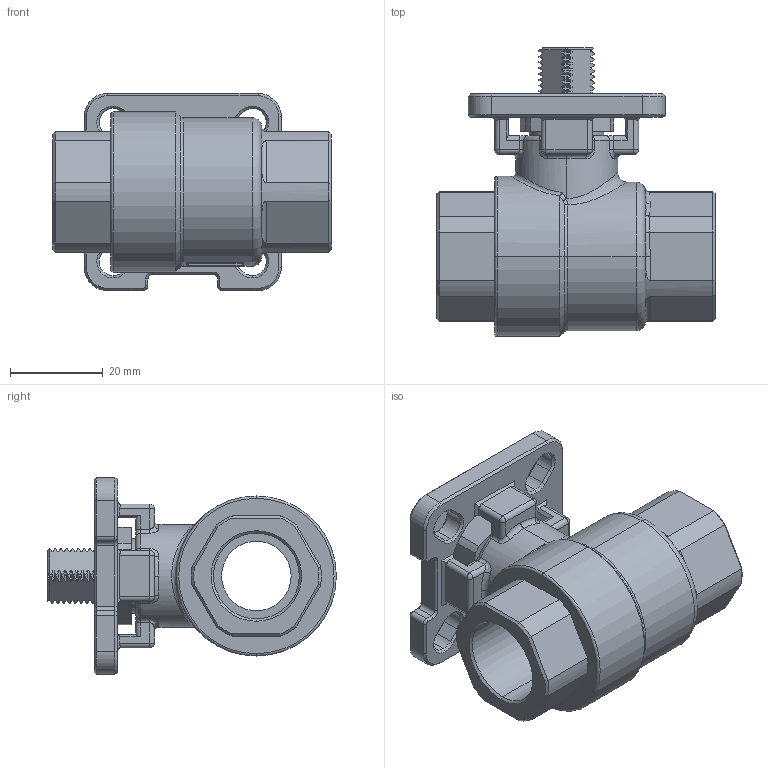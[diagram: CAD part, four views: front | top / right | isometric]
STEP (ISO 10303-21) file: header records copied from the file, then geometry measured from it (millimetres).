
FILE_DESCRIPTION (( 'STEP AP214' ), '1' );
FILE_NAME ('SCBV-Q611F-16FC-15 (G1X2).step', '2025-11-03T06:56:14', ( 'KTP' ), ( '' ), 'SwSTEP 2.0', 'SolidWorks 2021', '' );
FILE_SCHEMA (( 'AUTOMOTIVE_DESIGN' ));
Length unit declared in the file: millimetre
Products named in the file (1): SCBV-Q611F-16FC-15 (G1X2)
Bounding box: 60 x 62.25 x 42.5 mm (x, y, z)
Volume: 43385.1 mm3; surface area: 16556.2 mm2
Topology: 1 solids, 1 shells, 661 faces, 1715 edges, 1055 vertices
Faces by surface type: plane 214, bspline 172, cylinder 155, cone 77, torus 31, sphere 12
Entity records: 79138 total; most frequent: CARTESIAN_POINT 64861, ORIENTED_EDGE 3406, DIRECTION 2398, EDGE_CURVE 1703, VERTEX_POINT 1055, AXIS2_PLACEMENT_3D 834, LINE 730, VECTOR 730
